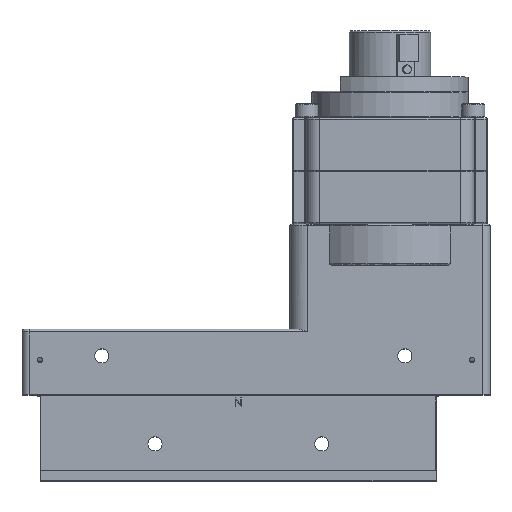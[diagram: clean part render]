
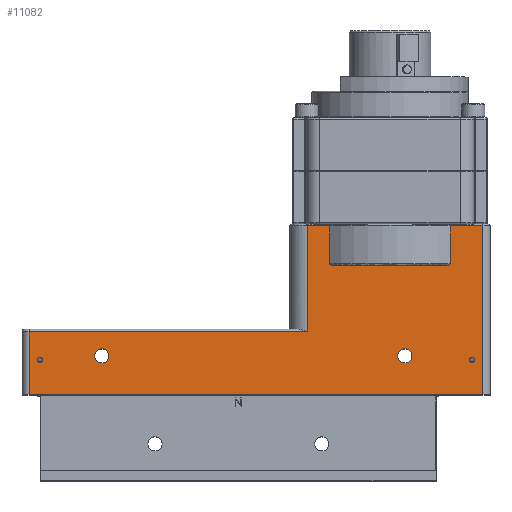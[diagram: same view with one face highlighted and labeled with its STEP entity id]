
A CAD part, top view. The second image highlights one B-rep face of the part: STEP entity #11082.
In plain terms, the highlighted planar face has unit normal (0, 0, 1).
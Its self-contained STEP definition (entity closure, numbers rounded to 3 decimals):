
#334=B_SPLINE_CURVE_WITH_KNOTS($,3,(#19515,#19516,#19517,#19518,#19519,
#19520,#19521,#19522,#19523,#19524),.UNSPECIFIED.,.F.,.F.,(4,2,2,2,4),(-0.743,
-0.71,-0.67,-0.62,-0.559),
 .UNSPECIFIED.);
#335=B_SPLINE_CURVE_WITH_KNOTS($,3,(#19527,#19528,#19529,#19530,#19531,
#19532,#19533,#19534,#19535,#19536),.UNSPECIFIED.,.F.,.F.,(4,2,2,2,4),(-0.184,
-0.123,-0.073,-0.033,0.),
 .UNSPECIFIED.);
#739=LINE($,#19539,#1619);
#740=LINE($,#19542,#1620);
#749=LINE($,#19714,#1629);
#752=LINE($,#19730,#1632);
#759=LINE($,#19752,#1639);
#818=LINE($,#19941,#1698);
#829=LINE($,#19979,#1709);
#841=LINE($,#20082,#1721);
#842=LINE($,#20084,#1722);
#843=LINE($,#20086,#1723);
#1619=VECTOR($,#13803,21.25);
#1620=VECTOR($,#13806,21.25);
#1629=VECTOR($,#13959,12.512);
#1632=VECTOR($,#13976,95.32);
#1639=VECTOR($,#13997,255.91);
#1698=VECTOR($,#14174,157.1);
#1709=VECTOR($,#14209,35.5);
#1721=VECTOR($,#14277,18.512);
#1722=VECTOR($,#14280,64.854);
#1723=VECTOR($,#14283,59.82);
#2245=PLANE($,#12045);
#2531=FACE_BOUND($,#3629,.T.);
#2532=FACE_BOUND($,#3630,.T.);
#2533=FACE_BOUND($,#3631,.T.);
#2534=FACE_BOUND($,#3632,.T.);
#2899=FACE_OUTER_BOUND($,#3628,.T.);
#3628=EDGE_LOOP($,(#8750,#8751,#8752,#8753,#8754,#8755,#8756,#8757,#8758,
#8759,#8760,#8761));
#3629=EDGE_LOOP($,(#8762));
#3630=EDGE_LOOP($,(#8763));
#3631=EDGE_LOOP($,(#8764));
#3632=EDGE_LOOP($,(#8765));
#4210=CIRCLE($,#11850,4.);
#4212=CIRCLE($,#11853,4.);
#4242=CIRCLE($,#11899,1.5);
#4244=CIRCLE($,#11902,1.5);
#5132=VERTEX_POINT($,#19503);
#5134=VERTEX_POINT($,#19508);
#5135=VERTEX_POINT($,#19511);
#5136=VERTEX_POINT($,#19512);
#5137=VERTEX_POINT($,#19514);
#5138=VERTEX_POINT($,#19525);
#5139=VERTEX_POINT($,#19538);
#5140=VERTEX_POINT($,#19540);
#5168=VERTEX_POINT($,#19638);
#5170=VERTEX_POINT($,#19643);
#5203=VERTEX_POINT($,#19712);
#5208=VERTEX_POINT($,#19727);
#5209=VERTEX_POINT($,#19729);
#5217=VERTEX_POINT($,#19751);
#5287=VERTEX_POINT($,#19938);
#5288=VERTEX_POINT($,#19940);
#6463=EDGE_CURVE($,#5132,#5132,#4210,.T.);
#6465=EDGE_CURVE($,#5134,#5134,#4212,.T.);
#6467=EDGE_CURVE($,#5137,#5135,#334,.T.);
#6469=EDGE_CURVE($,#5136,#5138,#335,.T.);
#6470=EDGE_CURVE($,#5137,#5139,#739,.T.);
#6472=EDGE_CURVE($,#5138,#5140,#740,.T.);
#6501=EDGE_CURVE($,#5168,#5168,#4242,.T.);
#6503=EDGE_CURVE($,#5170,#5170,#4244,.T.);
#6538=EDGE_CURVE($,#5140,#5203,#749,.T.);
#6545=EDGE_CURVE($,#5209,#5208,#752,.T.);
#6556=EDGE_CURVE($,#5209,#5217,#759,.T.);
#6647=EDGE_CURVE($,#5288,#5287,#818,.T.);
#6667=EDGE_CURVE($,#5287,#5217,#829,.T.);
#6695=EDGE_CURVE($,#5208,#5139,#841,.T.);
#6696=EDGE_CURVE($,#5136,#5135,#842,.T.);
#6697=EDGE_CURVE($,#5203,#5288,#843,.T.);
#8750=ORIENTED_EDGE($,*,*,#6696,.F.);
#8751=ORIENTED_EDGE($,*,*,#6469,.T.);
#8752=ORIENTED_EDGE($,*,*,#6472,.T.);
#8753=ORIENTED_EDGE($,*,*,#6538,.T.);
#8754=ORIENTED_EDGE($,*,*,#6697,.T.);
#8755=ORIENTED_EDGE($,*,*,#6647,.T.);
#8756=ORIENTED_EDGE($,*,*,#6667,.T.);
#8757=ORIENTED_EDGE($,*,*,#6556,.F.);
#8758=ORIENTED_EDGE($,*,*,#6545,.T.);
#8759=ORIENTED_EDGE($,*,*,#6695,.T.);
#8760=ORIENTED_EDGE($,*,*,#6470,.F.);
#8761=ORIENTED_EDGE($,*,*,#6467,.T.);
#8762=ORIENTED_EDGE($,*,*,#6501,.F.);
#8763=ORIENTED_EDGE($,*,*,#6503,.F.);
#8764=ORIENTED_EDGE($,*,*,#6463,.F.);
#8765=ORIENTED_EDGE($,*,*,#6465,.F.);
#11082=ADVANCED_FACE($,(#2899,#2531,#2532,#2533,#2534),#2245,.F.);
#11850=AXIS2_PLACEMENT_3D($,#19504,#13787,#13788);
#11853=AXIS2_PLACEMENT_3D($,#19509,#13793,#13794);
#11899=AXIS2_PLACEMENT_3D($,#19639,#13887,#13888);
#11902=AXIS2_PLACEMENT_3D($,#19644,#13893,#13894);
#12045=AXIS2_PLACEMENT_3D($,#20085,#14281,#14282);
#13787=DIRECTION('center_axis',(0.,0.,1.));
#13788=DIRECTION('ref_axis',(1.,0.,0.));
#13793=DIRECTION('center_axis',(0.,0.,1.));
#13794=DIRECTION('ref_axis',(1.,0.,0.));
#13803=DIRECTION($,(0.,1.,0.));
#13806=DIRECTION($,(0.,1.,0.));
#13887=DIRECTION('center_axis',(0.,0.,1.));
#13888=DIRECTION('ref_axis',(1.,0.,0.));
#13893=DIRECTION('center_axis',(0.,0.,1.));
#13894=DIRECTION('ref_axis',(1.,0.,0.));
#13959=DIRECTION($,(-1.,0.,0.));
#13976=DIRECTION($,(0.,1.,0.));
#13997=DIRECTION($,(-1.,0.,0.));
#14174=DIRECTION($,(-1.,0.,0.));
#14209=DIRECTION($,(0.,-1.,0.));
#14277=DIRECTION($,(-1.,0.,0.));
#14280=DIRECTION($,(1.,0.,0.));
#14281=DIRECTION('center_axis',(0.,0.,-1.));
#14282=DIRECTION('ref_axis',(1.,0.,0.));
#14283=DIRECTION($,(0.,-1.,0.));
#19503=CARTESIAN_POINT('',(89.905,22.5,35.56));
#19504=CARTESIAN_POINT('Origin',(93.905,22.5,35.56));
#19508=CARTESIAN_POINT('',(-81.,22.5,35.56));
#19509=CARTESIAN_POINT('Origin',(-77.,22.5,35.56));
#19511=CARTESIAN_POINT('',(117.932,73.57,35.56));
#19512=CARTESIAN_POINT('',(53.078,73.57,35.56));
#19514=CARTESIAN_POINT('',(119.398,74.57,35.56));
#19515=CARTESIAN_POINT('Ctrl Pts',(119.398,74.57,35.56));
#19516=CARTESIAN_POINT('Ctrl Pts',(119.398,74.461,35.56));
#19517=CARTESIAN_POINT('Ctrl Pts',(119.365,74.335,35.56));
#19518=CARTESIAN_POINT('Ctrl Pts',(119.255,74.12,35.56));
#19519=CARTESIAN_POINT('Ctrl Pts',(119.15,74.,35.56));
#19520=CARTESIAN_POINT('Ctrl Pts',(118.915,73.813,35.56));
#19521=CARTESIAN_POINT('Ctrl Pts',(118.734,73.722,35.56));
#19522=CARTESIAN_POINT('Ctrl Pts',(118.38,73.606,35.56));
#19523=CARTESIAN_POINT('Ctrl Pts',(118.137,73.57,35.56));
#19524=CARTESIAN_POINT('Ctrl Pts',(117.932,73.57,35.56));
#19525=CARTESIAN_POINT('',(51.612,74.57,35.56));
#19527=CARTESIAN_POINT('Ctrl Pts',(53.078,73.57,35.56));
#19528=CARTESIAN_POINT('Ctrl Pts',(52.873,73.57,35.56));
#19529=CARTESIAN_POINT('Ctrl Pts',(52.63,73.606,35.56));
#19530=CARTESIAN_POINT('Ctrl Pts',(52.276,73.722,35.56));
#19531=CARTESIAN_POINT('Ctrl Pts',(52.095,73.813,35.56));
#19532=CARTESIAN_POINT('Ctrl Pts',(51.86,74.,35.56));
#19533=CARTESIAN_POINT('Ctrl Pts',(51.755,74.12,35.56));
#19534=CARTESIAN_POINT('Ctrl Pts',(51.645,74.335,35.56));
#19535=CARTESIAN_POINT('Ctrl Pts',(51.612,74.461,35.56));
#19536=CARTESIAN_POINT('Ctrl Pts',(51.612,74.57,35.56));
#19538=CARTESIAN_POINT('',(119.398,95.82,35.56));
#19539=CARTESIAN_POINT($,(119.398,74.57,35.56));
#19540=CARTESIAN_POINT('',(51.612,95.82,35.56));
#19542=CARTESIAN_POINT($,(51.612,74.57,35.56));
#19638=CARTESIAN_POINT('',(130.405,20.25,35.56));
#19639=CARTESIAN_POINT('Origin',(131.905,20.25,35.56));
#19643=CARTESIAN_POINT('',(-113.5,20.25,35.56));
#19644=CARTESIAN_POINT('Origin',(-112.,20.25,35.56));
#19712=CARTESIAN_POINT('',(39.1,95.82,35.56));
#19714=CARTESIAN_POINT($,(39.1,95.82,35.56));
#19727=CARTESIAN_POINT('',(137.91,95.82,35.56));
#19729=CARTESIAN_POINT('',(137.91,0.5,35.56));
#19730=CARTESIAN_POINT($,(137.91,96.82,35.56));
#19751=CARTESIAN_POINT('',(-118.,0.5,35.56));
#19752=CARTESIAN_POINT($,(-221.783,0.5,35.56));
#19938=CARTESIAN_POINT('',(-118.,36.,35.56));
#19940=CARTESIAN_POINT('',(39.1,36.,35.56));
#19941=CARTESIAN_POINT($,(29.1,36.,35.56));
#19979=CARTESIAN_POINT($,(-118.,1.5,35.56));
#20082=CARTESIAN_POINT($,(119.398,95.82,35.56));
#20084=CARTESIAN_POINT($,(-221.783,73.57,35.56));
#20085=CARTESIAN_POINT('Origin',(-221.783,1.5,35.56));
#20086=CARTESIAN_POINT($,(39.1,1.5,35.56));
